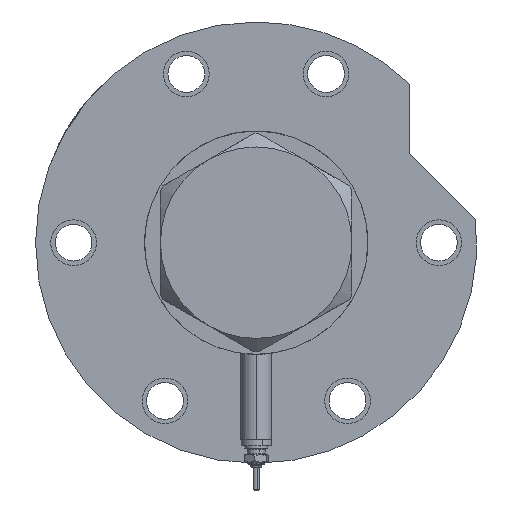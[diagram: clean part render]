
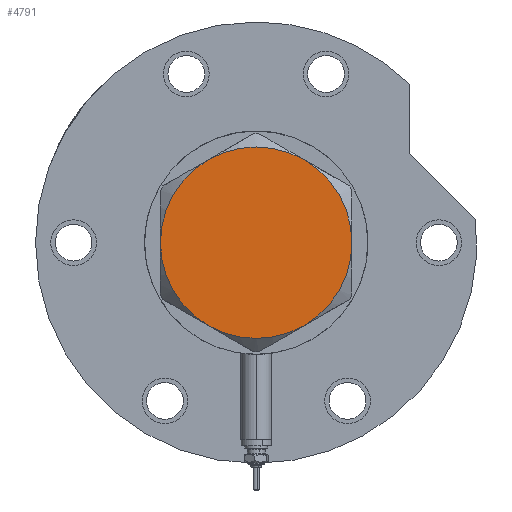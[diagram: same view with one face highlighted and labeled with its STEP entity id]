
A CAD part, left-side view. The second image highlights one B-rep face of the part: STEP entity #4791.
In plain terms, the highlighted face is planar.
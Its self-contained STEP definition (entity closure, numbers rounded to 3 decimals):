
#62 = AXIS2_PLACEMENT_3D ( 'NONE', #3444, #3410, #3974 ) ;
#74 = CIRCLE ( 'NONE', #6647, 37.75 ) ;
#150 = CARTESIAN_POINT ( 'NONE',  ( -18.875, -32.692, 13. ) ) ;
#177 = ORIENTED_EDGE ( 'NONE', *, *, #2579, .T. ) ;
#188 = AXIS2_PLACEMENT_3D ( 'NONE', #264, #2573, #7250 ) ;
#213 = CARTESIAN_POINT ( 'NONE',  ( 0., 0., 13. ) ) ;
#264 = CARTESIAN_POINT ( 'NONE',  ( 0., 0., 13. ) ) ;
#529 = DIRECTION ( 'NONE',  ( 1., 0., 0. ) ) ;
#535 = VERTEX_POINT ( 'NONE', #1167 ) ;
#626 = CARTESIAN_POINT ( 'NONE',  ( 0., 0., 13. ) ) ;
#671 = VERTEX_POINT ( 'NONE', #6026 ) ;
#823 = PLANE ( 'NONE',  #188 ) ;
#957 = ORIENTED_EDGE ( 'NONE', *, *, #6624, .T. ) ;
#1167 = CARTESIAN_POINT ( 'NONE',  ( -18.875, 32.692, 13. ) ) ;
#1389 = CARTESIAN_POINT ( 'NONE',  ( 37.75, 0., 13. ) ) ;
#1669 = EDGE_CURVE ( 'NONE', #535, #671, #3576, .T. ) ;
#1975 = DIRECTION ( 'NONE',  ( 1., 0., 0. ) ) ;
#2305 = VERTEX_POINT ( 'NONE', #5858 ) ;
#2392 = CARTESIAN_POINT ( 'NONE',  ( 0., 0., 13. ) ) ;
#2573 = DIRECTION ( 'NONE',  ( 0., 0., 1. ) ) ;
#2579 = EDGE_CURVE ( 'NONE', #5133, #6693, #74, .T. ) ;
#3105 = CIRCLE ( 'NONE', #4087, 37.75 ) ;
#3212 = EDGE_LOOP ( 'NONE', ( #177, #6972, #957, #6491, #5299, #3970 ) ) ;
#3366 = AXIS2_PLACEMENT_3D ( 'NONE', #213, #7231, #1975 ) ;
#3410 = DIRECTION ( 'NONE',  ( 0., 0., 1. ) ) ;
#3444 = CARTESIAN_POINT ( 'NONE',  ( 0., 0., 13. ) ) ;
#3576 = CIRCLE ( 'NONE', #62, 37.75 ) ;
#3970 = ORIENTED_EDGE ( 'NONE', *, *, #4330, .T. ) ;
#3974 = DIRECTION ( 'NONE',  ( 1., 0., 0. ) ) ;
#4087 = AXIS2_PLACEMENT_3D ( 'NONE', #626, #7113, #7542 ) ;
#4173 = EDGE_CURVE ( 'NONE', #671, #5018, #6058, .T. ) ;
#4226 = FACE_OUTER_BOUND ( 'NONE', #3212, .T. ) ;
#4330 = EDGE_CURVE ( 'NONE', #5018, #5133, #3105, .T. ) ;
#4467 = AXIS2_PLACEMENT_3D ( 'NONE', #2392, #6496, #6572 ) ;
#4768 = CARTESIAN_POINT ( 'NONE',  ( 0., 0., 13. ) ) ;
#4791 = ADVANCED_FACE ( 'NONE', ( #4226 ), #823, .T. ) ;
#5018 = VERTEX_POINT ( 'NONE', #150 ) ;
#5133 = VERTEX_POINT ( 'NONE', #6375 ) ;
#5191 = CARTESIAN_POINT ( 'NONE',  ( 0., 0., 13. ) ) ;
#5237 = DIRECTION ( 'NONE',  ( 0., 0., 1. ) ) ;
#5299 = ORIENTED_EDGE ( 'NONE', *, *, #4173, .T. ) ;
#5762 = DIRECTION ( 'NONE',  ( 0., 0., 1. ) ) ;
#5858 = CARTESIAN_POINT ( 'NONE',  ( 18.875, 32.692, 13. ) ) ;
#6026 = CARTESIAN_POINT ( 'NONE',  ( -37.75, 0., 13. ) ) ;
#6058 = CIRCLE ( 'NONE', #3366, 37.75 ) ;
#6375 = CARTESIAN_POINT ( 'NONE',  ( 18.875, -32.692, 13. ) ) ;
#6454 = EDGE_CURVE ( 'NONE', #6693, #2305, #7042, .T. ) ;
#6491 = ORIENTED_EDGE ( 'NONE', *, *, #1669, .T. ) ;
#6496 = DIRECTION ( 'NONE',  ( 0., 0., 1. ) ) ;
#6566 = CIRCLE ( 'NONE', #4467, 37.75 ) ;
#6572 = DIRECTION ( 'NONE',  ( 1., 0., 0. ) ) ;
#6624 = EDGE_CURVE ( 'NONE', #2305, #535, #6566, .T. ) ;
#6647 = AXIS2_PLACEMENT_3D ( 'NONE', #5191, #5762, #529 ) ;
#6693 = VERTEX_POINT ( 'NONE', #1389 ) ;
#6972 = ORIENTED_EDGE ( 'NONE', *, *, #6454, .T. ) ;
#7028 = DIRECTION ( 'NONE',  ( 1., 0., 0. ) ) ;
#7042 = CIRCLE ( 'NONE', #7281, 37.75 ) ;
#7113 = DIRECTION ( 'NONE',  ( 0., 0., 1. ) ) ;
#7231 = DIRECTION ( 'NONE',  ( 0., 0., 1. ) ) ;
#7250 = DIRECTION ( 'NONE',  ( 1., 0., 0. ) ) ;
#7281 = AXIS2_PLACEMENT_3D ( 'NONE', #4768, #5237, #7028 ) ;
#7542 = DIRECTION ( 'NONE',  ( 1., 0., 0. ) ) ;
